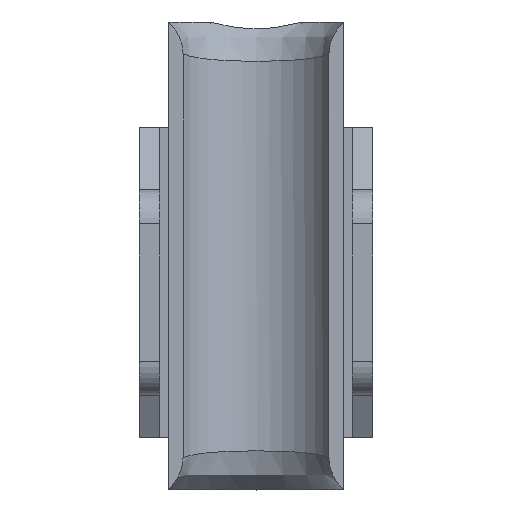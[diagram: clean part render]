
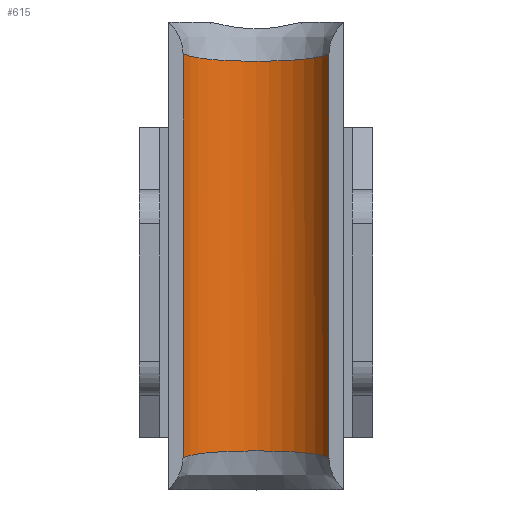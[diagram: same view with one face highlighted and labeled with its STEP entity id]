
A CAD part, front view. The second image highlights one B-rep face of the part: STEP entity #615.
In plain terms, the highlighted cylindrical face has radius 6 mm (diameter 12 mm), a partial arc.
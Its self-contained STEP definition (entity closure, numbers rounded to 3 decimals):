
#45 = CYLINDRICAL_SURFACE ( 'NONE', #3928, 6. ) ;
#72 = CARTESIAN_POINT ( 'NONE',  ( 5.181, -2.961, 14.63 ) ) ;
#119 = CARTESIAN_POINT ( 'NONE',  ( 4.554, -2.084, -14.462 ) ) ;
#176 = ORIENTED_EDGE ( 'NONE', *, *, #2642, .T. ) ;
#243 = CARTESIAN_POINT ( 'NONE',  ( -5.307, -3.2, -14.683 ) ) ;
#322 = CARTESIAN_POINT ( 'NONE',  ( -4.724, -2.291, -14.499 ) ) ;
#349 = CARTESIAN_POINT ( 'NONE',  ( -4.724, -2.291, 14.499 ) ) ;
#373 = CARTESIAN_POINT ( 'NONE',  ( 5.307, -3.2, 17. ) ) ;
#379 = CARTESIAN_POINT ( 'NONE',  ( 3.571, -1.148, 14.313 ) ) ;
#404 = CARTESIAN_POINT ( 'NONE',  ( 3.571, -1.148, -14.313 ) ) ;
#429 = CARTESIAN_POINT ( 'NONE',  ( 2.877, -0.728, 14.257 ) ) ;
#528 = CARTESIAN_POINT ( 'NONE',  ( 5.307, -3.2, 14.683 ) ) ;
#615 = ADVANCED_FACE ( 'NONE', ( #2872 ), #45, .F. ) ;
#701 = VECTOR ( 'NONE', #3218, 1000. ) ;
#709 = CARTESIAN_POINT ( 'NONE',  ( 1.878, -0.295, 14.204 ) ) ;
#752 = LINE ( 'NONE', #2821, #4036 ) ;
#887 = CARTESIAN_POINT ( 'NONE',  ( 1.091, -0.075, -14.179 ) ) ;
#1011 = CARTESIAN_POINT ( 'NONE',  ( -0.27, 0., -14.172 ) ) ;
#1013 = CARTESIAN_POINT ( 'NONE',  ( 2.637, -0.604, 14.241 ) ) ;
#1058 = CARTESIAN_POINT ( 'NONE',  ( 2.637, -0.604, -14.241 ) ) ;
#1062 = CARTESIAN_POINT ( 'NONE',  ( 4.554, -2.084, 14.462 ) ) ;
#1106 = CARTESIAN_POINT ( 'NONE',  ( 0., -6., 17. ) ) ;
#1175 = EDGE_CURVE ( 'NONE', #2529, #2501, #2018, .T. ) ;
#1233 = B_SPLINE_CURVE_WITH_KNOTS ( 'NONE', 3,
 ( #4139, #72, #3536, #3829, #1062, #3862, #379, #429, #1013, #2192, #709, #2126, #2538, #3804, #1814, #3175, #2097, #3500, #3903, #3470, #1456, #1790, #2851, #3155, #349, #1482, #1426, #4212 ),
 .UNSPECIFIED., .F., .F.,
 ( 4, 2, 2, 2, 2, 2, 2, 2, 2, 2, 2, 2, 2, 4 ),
 ( 0., 0.001, 0.002, 0.003, 0.004, 0.005, 0.007, 0.007, 0.008, 0.01, 0.011, 0.012, 0.012, 0.013 ),
 .UNSPECIFIED. ) ;
#1424 = CARTESIAN_POINT ( 'NONE',  ( 5.307, -3.2, -14.683 ) ) ;
#1426 = CARTESIAN_POINT ( 'NONE',  ( -5.181, -2.961, 14.63 ) ) ;
#1452 = LINE ( 'NONE', #373, #701 ) ;
#1456 = CARTESIAN_POINT ( 'NONE',  ( -3.564, -1.165, 14.316 ) ) ;
#1482 = CARTESIAN_POINT ( 'NONE',  ( -5.039, -2.732, 14.583 ) ) ;
#1596 = ORIENTED_EDGE ( 'NONE', *, *, #4303, .F. ) ;
#1755 = CARTESIAN_POINT ( 'NONE',  ( -4.551, -2.081, -14.462 ) ) ;
#1790 = CARTESIAN_POINT ( 'NONE',  ( -3.984, -1.505, 14.367 ) ) ;
#1798 = VERTEX_POINT ( 'NONE', #3966 ) ;
#1812 = CARTESIAN_POINT ( 'NONE',  ( 2.877, -0.728, -14.257 ) ) ;
#1814 = CARTESIAN_POINT ( 'NONE',  ( -0.542, -0.018, 14.174 ) ) ;
#1835 = DIRECTION ( 'NONE',  ( 0., 0., -1. ) ) ;
#1891 = ORIENTED_EDGE ( 'NONE', *, *, #4252, .T. ) ;
#1997 = ORIENTED_EDGE ( 'NONE', *, *, #1175, .T. ) ;
#2018 = B_SPLINE_CURVE_WITH_KNOTS ( 'NONE', 3,
 ( #4343, #4108, #2029, #322, #1755, #3096, #2076, #2422, #2647, #4007, #3441, #3670, #4468, #4137, #1011, #3387, #887, #2794, #3517, #1058, #1812, #404, #3826, #119, #2822, #4231, #2455, #1424 ),
 .UNSPECIFIED., .F., .F.,
 ( 4, 2, 2, 2, 2, 2, 2, 2, 2, 2, 2, 2, 2, 4 ),
 ( 0., 0.001, 0.002, 0.002, 0.003, 0.005, 0.006, 0.007, 0.008, 0.009, 0.01, 0.011, 0.012, 0.013 ),
 .UNSPECIFIED. ) ;
#2029 = CARTESIAN_POINT ( 'NONE',  ( -5.039, -2.732, -14.583 ) ) ;
#2076 = CARTESIAN_POINT ( 'NONE',  ( -3.984, -1.505, -14.367 ) ) ;
#2097 = CARTESIAN_POINT ( 'NONE',  ( -1.352, -0.148, 14.188 ) ) ;
#2126 = CARTESIAN_POINT ( 'NONE',  ( 1.091, -0.075, 14.179 ) ) ;
#2192 = CARTESIAN_POINT ( 'NONE',  ( 2.138, -0.387, 14.215 ) ) ;
#2354 = EDGE_LOOP ( 'NONE', ( #1891, #1997, #1596, #176 ) ) ;
#2422 = CARTESIAN_POINT ( 'NONE',  ( -3.564, -1.165, -14.316 ) ) ;
#2455 = CARTESIAN_POINT ( 'NONE',  ( 5.181, -2.961, -14.63 ) ) ;
#2484 = DIRECTION ( 'NONE',  ( -1., 0., 0. ) ) ;
#2501 = VERTEX_POINT ( 'NONE', #3417 ) ;
#2529 = VERTEX_POINT ( 'NONE', #243 ) ;
#2538 = CARTESIAN_POINT ( 'NONE',  ( 0.555, 0., 14.172 ) ) ;
#2642 = EDGE_CURVE ( 'NONE', #2709, #1798, #1233, .T. ) ;
#2647 = CARTESIAN_POINT ( 'NONE',  ( -3.339, -1.007, -14.294 ) ) ;
#2709 = VERTEX_POINT ( 'NONE', #528 ) ;
#2794 = CARTESIAN_POINT ( 'NONE',  ( 1.878, -0.295, -14.204 ) ) ;
#2821 = CARTESIAN_POINT ( 'NONE',  ( -5.307, -3.2, 17. ) ) ;
#2822 = CARTESIAN_POINT ( 'NONE',  ( 4.725, -2.292, -14.499 ) ) ;
#2851 = CARTESIAN_POINT ( 'NONE',  ( -4.181, -1.688, 14.396 ) ) ;
#2872 = FACE_OUTER_BOUND ( 'NONE', #2354, .T. ) ;
#3096 = CARTESIAN_POINT ( 'NONE',  ( -4.181, -1.688, -14.396 ) ) ;
#3155 = CARTESIAN_POINT ( 'NONE',  ( -4.551, -2.081, 14.462 ) ) ;
#3175 = CARTESIAN_POINT ( 'NONE',  ( -1.083, -0.092, 14.181 ) ) ;
#3218 = DIRECTION ( 'NONE',  ( 0., 0., -1. ) ) ;
#3387 = CARTESIAN_POINT ( 'NONE',  ( 0.555, 0., -14.172 ) ) ;
#3417 = CARTESIAN_POINT ( 'NONE',  ( 5.307, -3.2, -14.683 ) ) ;
#3441 = CARTESIAN_POINT ( 'NONE',  ( -2.142, -0.369, -14.213 ) ) ;
#3470 = CARTESIAN_POINT ( 'NONE',  ( -3.339, -1.007, 14.294 ) ) ;
#3500 = CARTESIAN_POINT ( 'NONE',  ( -2.142, -0.369, 14.213 ) ) ;
#3517 = CARTESIAN_POINT ( 'NONE',  ( 2.138, -0.387, -14.215 ) ) ;
#3536 = CARTESIAN_POINT ( 'NONE',  ( 5.038, -2.73, 14.583 ) ) ;
#3670 = CARTESIAN_POINT ( 'NONE',  ( -1.352, -0.148, -14.188 ) ) ;
#3804 = CARTESIAN_POINT ( 'NONE',  ( -0.27, 0., 14.172 ) ) ;
#3826 = CARTESIAN_POINT ( 'NONE',  ( 4.001, -1.497, -14.364 ) ) ;
#3829 = CARTESIAN_POINT ( 'NONE',  ( 4.725, -2.292, 14.499 ) ) ;
#3862 = CARTESIAN_POINT ( 'NONE',  ( 4.001, -1.497, 14.364 ) ) ;
#3903 = CARTESIAN_POINT ( 'NONE',  ( -2.639, -0.584, 14.238 ) ) ;
#3928 = AXIS2_PLACEMENT_3D ( 'NONE', #1106, #1835, #2484 ) ;
#3966 = CARTESIAN_POINT ( 'NONE',  ( -5.307, -3.2, 14.683 ) ) ;
#4007 = CARTESIAN_POINT ( 'NONE',  ( -2.639, -0.584, -14.238 ) ) ;
#4036 = VECTOR ( 'NONE', #4183, 1000. ) ;
#4108 = CARTESIAN_POINT ( 'NONE',  ( -5.181, -2.961, -14.63 ) ) ;
#4137 = CARTESIAN_POINT ( 'NONE',  ( -0.542, -0.018, -14.174 ) ) ;
#4139 = CARTESIAN_POINT ( 'NONE',  ( 5.307, -3.2, 14.683 ) ) ;
#4183 = DIRECTION ( 'NONE',  ( 0., 0., -1. ) ) ;
#4212 = CARTESIAN_POINT ( 'NONE',  ( -5.307, -3.2, 14.683 ) ) ;
#4231 = CARTESIAN_POINT ( 'NONE',  ( 5.038, -2.73, -14.583 ) ) ;
#4252 = EDGE_CURVE ( 'NONE', #1798, #2529, #752, .T. ) ;
#4303 = EDGE_CURVE ( 'NONE', #2709, #2501, #1452, .T. ) ;
#4343 = CARTESIAN_POINT ( 'NONE',  ( -5.307, -3.2, -14.683 ) ) ;
#4468 = CARTESIAN_POINT ( 'NONE',  ( -1.083, -0.092, -14.181 ) ) ;
